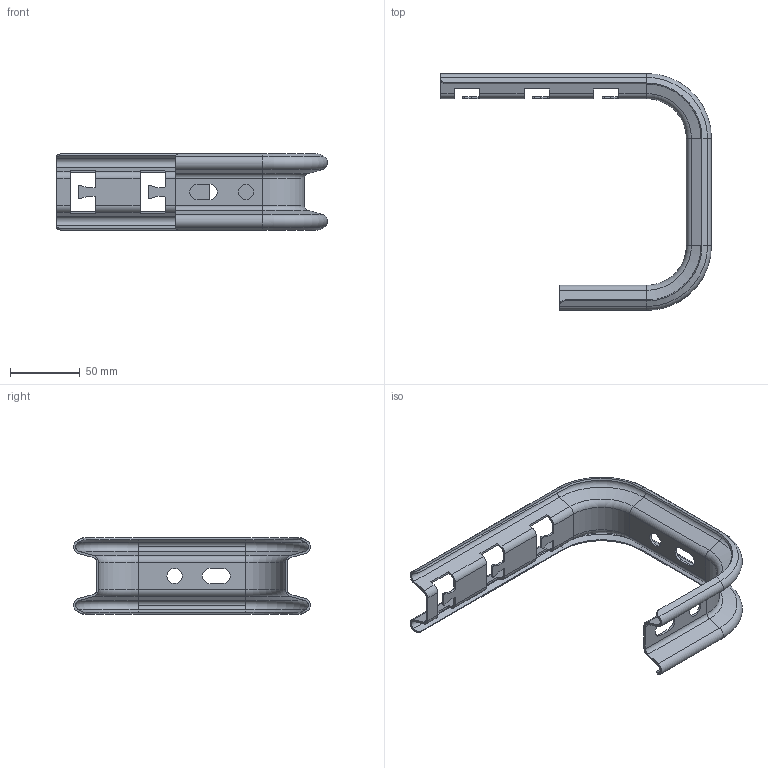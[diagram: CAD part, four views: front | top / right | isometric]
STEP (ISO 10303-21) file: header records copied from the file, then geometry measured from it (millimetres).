
FILE_DESCRIPTION (( 'STEP AP214' ), '1' );
FILE_NAME ('ompcp150 Ñ-Îìåãà ïðîôèëü äëÿ ïðîâîëî÷. ëîòêà 150 EKF.STEP', '2020-08-27T06:07:53', ( '' ), ( '' ), 'SwSTEP 2.0', 'SolidWorks 2019', '' );
FILE_SCHEMA (( 'AUTOMOTIVE_DESIGN' ));
Length unit declared in the file: millimetre
Products named in the file (1): ompcp150 Ñ-Îìåãà ïðîôèëü äëÿ ïðîâîëî÷. ëîòêà 150 EKF
Bounding box: 194.52 x 170.01 x 55 mm (x, y, z)
Volume: 45898.5 mm3; surface area: 63558 mm2
Topology: 1 solids, 1 shells, 186 faces, 490 edges, 300 vertices
Faces by surface type: plane 78, cylinder 72, cone 20, torus 16
Entity records: 5752 total; most frequent: DIRECTION 1040, ORIENTED_EDGE 980, CARTESIAN_POINT 977, EDGE_CURVE 490, AXIS2_PLACEMENT_3D 363, LINE 314, VECTOR 314, VERTEX_POINT 300
